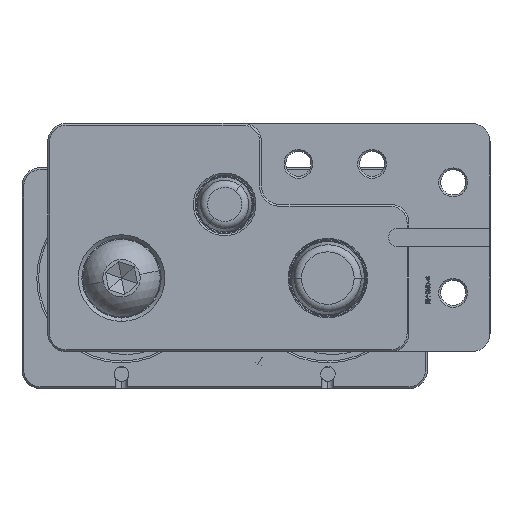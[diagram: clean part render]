
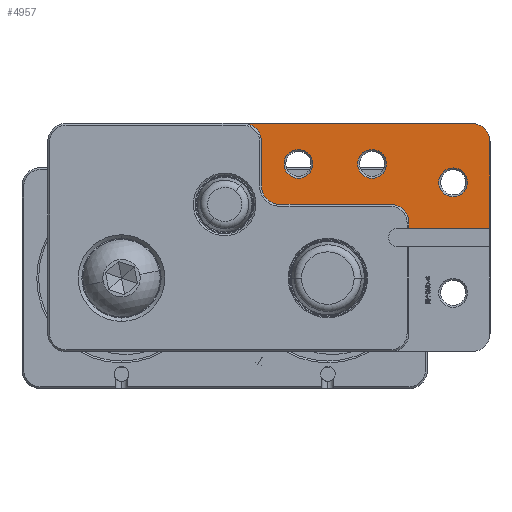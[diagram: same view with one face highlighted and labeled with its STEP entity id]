
A CAD part, left-side view. The second image highlights one B-rep face of the part: STEP entity #4957.
In plain terms, the highlighted face is planar.
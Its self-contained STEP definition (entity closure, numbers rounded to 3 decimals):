
#411 = FACE_BOUND ( 'NONE', #51632, .T. ) ;
#590 = CARTESIAN_POINT ( 'NONE',  ( -23.9, -28., 0. ) ) ;
#785 = DIRECTION ( 'NONE',  ( 1., 0., 0. ) ) ;
#1109 = ORIENTED_EDGE ( 'NONE', *, *, #34220, .T. ) ;
#1436 = DIRECTION ( 'NONE',  ( 1., 0., 0. ) ) ;
#2861 = CIRCLE ( 'NONE', #15540, 5. ) ;
#4957 = ADVANCED_FACE ( 'NONE', ( #411, #28754, #15464, #30489 ), #67994, .F. ) ;
#4961 = ORIENTED_EDGE ( 'NONE', *, *, #51324, .F. ) ;
#5109 = VERTEX_POINT ( 'NONE', #25211 ) ;
#5486 = CARTESIAN_POINT ( 'NONE',  ( -16.1, -28., 0. ) ) ;
#6038 = DIRECTION ( 'NONE',  ( 0., 0., 1. ) ) ;
#6598 = CARTESIAN_POINT ( 'NONE',  ( -16.1, -8., 0. ) ) ;
#7866 = EDGE_CURVE ( 'NONE', #25999, #30760, #2861, .T. ) ;
#8356 = EDGE_CURVE ( 'NONE', #39762, #31734, #55035, .T. ) ;
#8646 = VECTOR ( 'NONE', #54702, 1000. ) ;
#9871 = DIRECTION ( 'NONE',  ( -1., 0., 0. ) ) ;
#10250 = AXIS2_PLACEMENT_3D ( 'NONE', #45517, #11665, #51225 ) ;
#11164 = ORIENTED_EDGE ( 'NONE', *, *, #66261, .F. ) ;
#11202 = DIRECTION ( 'NONE',  ( 0., -1., 0. ) ) ;
#11665 = DIRECTION ( 'NONE',  ( 0., 0., 1. ) ) ;
#12499 = CARTESIAN_POINT ( 'NONE',  ( -20., -28., 0. ) ) ;
#13386 = CARTESIAN_POINT ( 'NONE',  ( -2.5, -60., 0. ) ) ;
#15464 = FACE_BOUND ( 'NONE', #49892, .T. ) ;
#15540 = AXIS2_PLACEMENT_3D ( 'NONE', #30278, #69794, #35946 ) ;
#15847 = CIRCLE ( 'NONE', #25786, 3.9 ) ;
#16162 = VERTEX_POINT ( 'NONE', #59149 ) ;
#16365 = CARTESIAN_POINT ( 'NONE',  ( -4., -33., 0. ) ) ;
#16600 = LINE ( 'NONE', #56483, #59980 ) ;
#18182 = DIRECTION ( 'NONE',  ( 1., 0., 0. ) ) ;
#20170 = EDGE_CURVE ( 'NONE', #5109, #47274, #64627, .T. ) ;
#20332 = ORIENTED_EDGE ( 'NONE', *, *, #66697, .F. ) ;
#20613 = ORIENTED_EDGE ( 'NONE', *, *, #40477, .F. ) ;
#20673 = CARTESIAN_POINT ( 'NONE',  ( -2.5, -38., 0. ) ) ;
#22053 = DIRECTION ( 'NONE',  ( 1., 0., 0. ) ) ;
#23563 = CARTESIAN_POINT ( 'NONE',  ( -26., -55., 0. ) ) ;
#24536 = CARTESIAN_POINT ( 'NONE',  ( -14., -3., 0. ) ) ;
#25211 = CARTESIAN_POINT ( 'NONE',  ( -9., -33., 0. ) ) ;
#25786 = AXIS2_PLACEMENT_3D ( 'NONE', #12499, #52060, #18182 ) ;
#25999 = VERTEX_POINT ( 'NONE', #48346 ) ;
#26259 = CARTESIAN_POINT ( 'NONE',  ( -15., -50., 0. ) ) ;
#27989 = CIRCLE ( 'NONE', #64876, 3.9 ) ;
#28405 = AXIS2_PLACEMENT_3D ( 'NONE', #23563, #63142, #29261 ) ;
#28754 = FACE_BOUND ( 'NONE', #53250, .T. ) ;
#29198 = CARTESIAN_POINT ( 'NONE',  ( -18.9, -50., 0. ) ) ;
#29261 = DIRECTION ( 'NONE',  ( 1., 0., 0. ) ) ;
#29526 = CARTESIAN_POINT ( 'NONE',  ( -4., -38., 0. ) ) ;
#29535 = ORIENTED_EDGE ( 'NONE', *, *, #42117, .F. ) ;
#29592 = VERTEX_POINT ( 'NONE', #60305 ) ;
#30109 = VERTEX_POINT ( 'NONE', #63598 ) ;
#30246 = DIRECTION ( 'NONE',  ( -1., 0., 0. ) ) ;
#30278 = CARTESIAN_POINT ( 'NONE',  ( -26., 7., 0. ) ) ;
#30325 = CARTESIAN_POINT ( 'NONE',  ( -14., 2., 0. ) ) ;
#30489 = FACE_OUTER_BOUND ( 'NONE', #51868, .T. ) ;
#30760 = VERTEX_POINT ( 'NONE', #45604 ) ;
#31262 = VERTEX_POINT ( 'NONE', #13386 ) ;
#31734 = VERTEX_POINT ( 'NONE', #64474 ) ;
#31923 = DIRECTION ( 'NONE',  ( 1., 0., 0. ) ) ;
#32175 = ORIENTED_EDGE ( 'NONE', *, *, #42933, .T. ) ;
#33528 = DIRECTION ( 'NONE',  ( 0., 0., 1. ) ) ;
#34220 = EDGE_CURVE ( 'NONE', #16162, #30109, #69170, .T. ) ;
#34676 = DIRECTION ( 'NONE',  ( 0., 0., 1. ) ) ;
#35226 = VERTEX_POINT ( 'NONE', #590 ) ;
#35307 = DIRECTION ( 'NONE',  ( 0., 0., 1. ) ) ;
#35503 = ORIENTED_EDGE ( 'NONE', *, *, #20170, .T. ) ;
#35831 = LINE ( 'NONE', #43726, #65929 ) ;
#35946 = DIRECTION ( 'NONE',  ( 1., 0., 0. ) ) ;
#36686 = VECTOR ( 'NONE', #65242, 1000. ) ;
#37702 = CARTESIAN_POINT ( 'NONE',  ( -2.5, 0., 0. ) ) ;
#38458 = LINE ( 'NONE', #59600, #36686 ) ;
#39381 = LINE ( 'NONE', #54965, #72964 ) ;
#39762 = VERTEX_POINT ( 'NONE', #6598 ) ;
#39876 = CARTESIAN_POINT ( 'NONE',  ( -20., -8., 0. ) ) ;
#40477 = EDGE_CURVE ( 'NONE', #64278, #65666, #42484, .T. ) ;
#41197 = CARTESIAN_POINT ( 'NONE',  ( -9., -3., 0. ) ) ;
#42117 = EDGE_CURVE ( 'NONE', #31262, #65859, #71500, .T. ) ;
#42484 = CIRCLE ( 'NONE', #70632, 5. ) ;
#42933 = EDGE_CURVE ( 'NONE', #29592, #52471, #60868, .T. ) ;
#43063 = DIRECTION ( 'NONE',  ( 1., 0., 0. ) ) ;
#43726 = CARTESIAN_POINT ( 'NONE',  ( -14., 2., 0. ) ) ;
#44997 = EDGE_CURVE ( 'NONE', #65666, #30760, #35831, .T. ) ;
#45483 = EDGE_CURVE ( 'NONE', #31734, #39762, #59731, .T. ) ;
#45517 = CARTESIAN_POINT ( 'NONE',  ( 0., 0., 0. ) ) ;
#45585 = DIRECTION ( 'NONE',  ( 1., 0., 0. ) ) ;
#45604 = CARTESIAN_POINT ( 'NONE',  ( -26., 2., 0. ) ) ;
#46126 = DIRECTION ( 'NONE',  ( 0., 1., 0. ) ) ;
#46463 = ORIENTED_EDGE ( 'NONE', *, *, #50178, .F. ) ;
#46884 = EDGE_CURVE ( 'NONE', #52471, #29592, #61368, .T. ) ;
#47274 = VERTEX_POINT ( 'NONE', #29526 ) ;
#48346 = CARTESIAN_POINT ( 'NONE',  ( -31., 7., 0. ) ) ;
#49000 = CARTESIAN_POINT ( 'NONE',  ( 31., -38., 0. ) ) ;
#49561 = AXIS2_PLACEMENT_3D ( 'NONE', #69137, #35307, #1436 ) ;
#49892 = EDGE_LOOP ( 'NONE', ( #64368, #67231 ) ) ;
#49989 = AXIS2_PLACEMENT_3D ( 'NONE', #39876, #6038, #45585 ) ;
#50178 = EDGE_CURVE ( 'NONE', #65859, #47274, #53775, .T. ) ;
#51225 = DIRECTION ( 'NONE',  ( 1., 0., 0. ) ) ;
#51324 = EDGE_CURVE ( 'NONE', #25999, #30109, #16600, .T. ) ;
#51632 = EDGE_LOOP ( 'NONE', ( #57934, #32175 ) ) ;
#51868 = EDGE_LOOP ( 'NONE', ( #29535, #11164, #1109, #4961, #62314, #68883, #20613, #20332, #35503, #46463 ) ) ;
#52060 = DIRECTION ( 'NONE',  ( 0., 0., 1. ) ) ;
#52471 = VERTEX_POINT ( 'NONE', #29198 ) ;
#52940 = VECTOR ( 'NONE', #46126, 1000. ) ;
#53250 = EDGE_LOOP ( 'NONE', ( #63526, #69185 ) ) ;
#53775 = LINE ( 'NONE', #49000, #8646 ) ;
#54682 = AXIS2_PLACEMENT_3D ( 'NONE', #26259, #65777, #31923 ) ;
#54702 = DIRECTION ( 'NONE',  ( -1., 0., 0. ) ) ;
#54965 = CARTESIAN_POINT ( 'NONE',  ( -31., -60., 0. ) ) ;
#55035 = CIRCLE ( 'NONE', #55858, 3.9 ) ;
#55858 = AXIS2_PLACEMENT_3D ( 'NONE', #68501, #34676, #785 ) ;
#55948 = DIRECTION ( 'NONE',  ( 0., 0., 1. ) ) ;
#56483 = CARTESIAN_POINT ( 'NONE',  ( -31., 60., 0. ) ) ;
#57357 = AXIS2_PLACEMENT_3D ( 'NONE', #16365, #55948, #22053 ) ;
#57934 = ORIENTED_EDGE ( 'NONE', *, *, #46884, .T. ) ;
#59149 = CARTESIAN_POINT ( 'NONE',  ( -26., -60., 0. ) ) ;
#59600 = CARTESIAN_POINT ( 'NONE',  ( -9., -3., 0. ) ) ;
#59731 = CIRCLE ( 'NONE', #49989, 3.9 ) ;
#59980 = VECTOR ( 'NONE', #11202, 1000. ) ;
#60305 = CARTESIAN_POINT ( 'NONE',  ( -11.1, -50., 0. ) ) ;
#60868 = CIRCLE ( 'NONE', #54682, 3.9 ) ;
#61368 = CIRCLE ( 'NONE', #49561, 3.9 ) ;
#62314 = ORIENTED_EDGE ( 'NONE', *, *, #7866, .T. ) ;
#63142 = DIRECTION ( 'NONE',  ( 0., 0., -1. ) ) ;
#63175 = EDGE_CURVE ( 'NONE', #71019, #35226, #15847, .T. ) ;
#63526 = ORIENTED_EDGE ( 'NONE', *, *, #70504, .T. ) ;
#63598 = CARTESIAN_POINT ( 'NONE',  ( -31., -55., 0. ) ) ;
#64128 = DIRECTION ( 'NONE',  ( 0., 0., 1. ) ) ;
#64278 = VERTEX_POINT ( 'NONE', #41197 ) ;
#64368 = ORIENTED_EDGE ( 'NONE', *, *, #45483, .T. ) ;
#64474 = CARTESIAN_POINT ( 'NONE',  ( -23.9, -8., 0. ) ) ;
#64627 = CIRCLE ( 'NONE', #57357, 5. ) ;
#64876 = AXIS2_PLACEMENT_3D ( 'NONE', #67373, #33528, #73002 ) ;
#65242 = DIRECTION ( 'NONE',  ( 0., 1., 0. ) ) ;
#65666 = VERTEX_POINT ( 'NONE', #30325 ) ;
#65777 = DIRECTION ( 'NONE',  ( 0., 0., 1. ) ) ;
#65859 = VERTEX_POINT ( 'NONE', #20673 ) ;
#65929 = VECTOR ( 'NONE', #9871, 1000. ) ;
#66261 = EDGE_CURVE ( 'NONE', #16162, #31262, #39381, .T. ) ;
#66697 = EDGE_CURVE ( 'NONE', #5109, #64278, #38458, .T. ) ;
#67231 = ORIENTED_EDGE ( 'NONE', *, *, #8356, .T. ) ;
#67373 = CARTESIAN_POINT ( 'NONE',  ( -20., -28., 0. ) ) ;
#67994 = PLANE ( 'NONE',  #10250 ) ;
#68501 = CARTESIAN_POINT ( 'NONE',  ( -20., -8., 0. ) ) ;
#68883 = ORIENTED_EDGE ( 'NONE', *, *, #44997, .F. ) ;
#69137 = CARTESIAN_POINT ( 'NONE',  ( -15., -50., 0. ) ) ;
#69170 = CIRCLE ( 'NONE', #28405, 5. ) ;
#69185 = ORIENTED_EDGE ( 'NONE', *, *, #63175, .T. ) ;
#69794 = DIRECTION ( 'NONE',  ( 0., 0., 1. ) ) ;
#70504 = EDGE_CURVE ( 'NONE', #35226, #71019, #27989, .T. ) ;
#70632 = AXIS2_PLACEMENT_3D ( 'NONE', #24536, #64128, #30246 ) ;
#71019 = VERTEX_POINT ( 'NONE', #5486 ) ;
#71500 = LINE ( 'NONE', #37702, #52940 ) ;
#72964 = VECTOR ( 'NONE', #43063, 1000. ) ;
#73002 = DIRECTION ( 'NONE',  ( 1., 0., 0. ) ) ;
